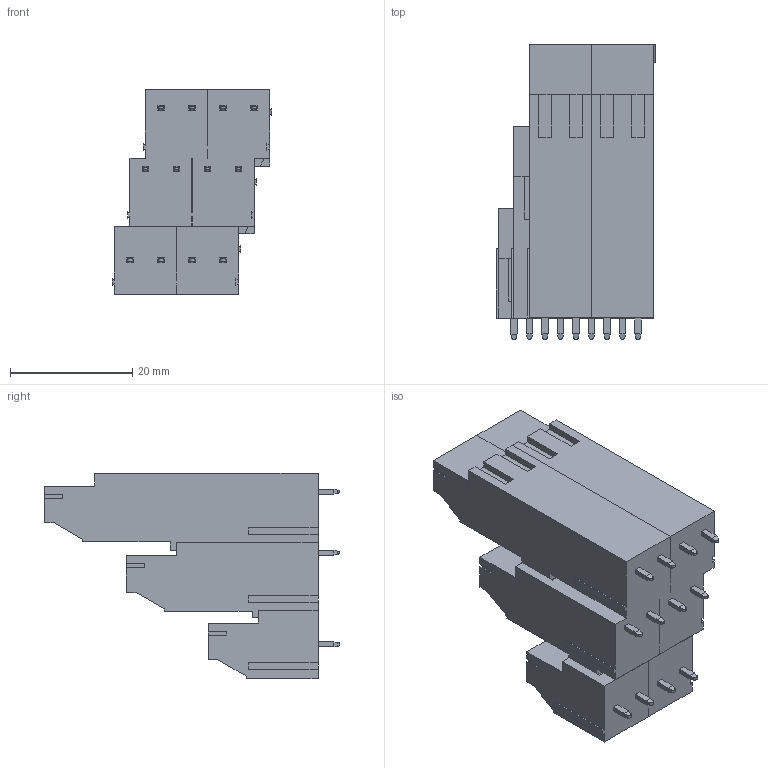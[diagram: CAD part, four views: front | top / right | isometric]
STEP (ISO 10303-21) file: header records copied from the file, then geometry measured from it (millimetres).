
FILE_DESCRIPTION( ( 'STEP AP214' ), '1' );
FILE_NAME( 'MB532-508MA12-20230303.stp', '2023-03-06T05:25:00', ( ' ' ), ( ' ' ), 'XStep 1.0', ' ', ' ' );
FILE_SCHEMA( ( 'CONFIG_CONTROL_DESIGN) ( )' ) );
Length unit declared in the file: metre
Products named in the file (1): 1
Bounding box: 26.2 x 48.3 x 33.6 mm (x, y, z)
Volume: 18838.9 mm3; surface area: 10294 mm2
Topology: 1 solids, 1 shells, 943 faces, 2617 edges, 1743 vertices
Faces by surface type: plane 717, cylinder 94, cone 60, bspline 48, torus 24
Full cylindrical faces by diameter (mm): 2.5 x12, 3.89 x4, 3.9 x12, 4 x12
Entity records: 39782 total; most frequent: CARTESIAN_POINT 9326, ORIENTED_EDGE 5024, DIRECTION 4192, EDGE_CURVE 2512, VERTEX_POINT 1706, LINE 1616, VECTOR 1616, AXIS2_PLACEMENT_3D 1288
